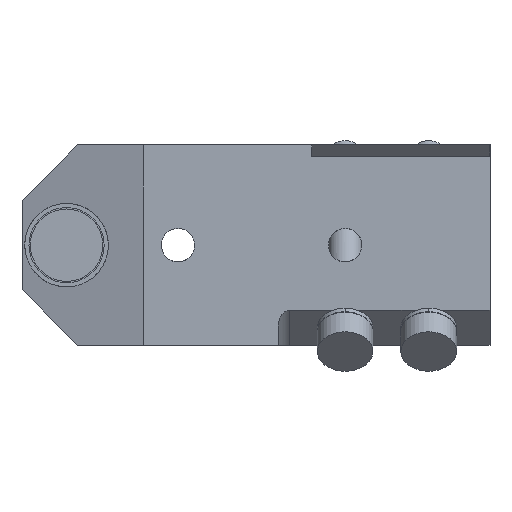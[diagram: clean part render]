
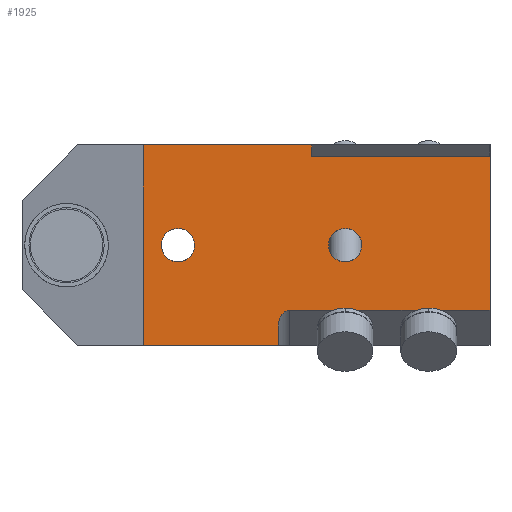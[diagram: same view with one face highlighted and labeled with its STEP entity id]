
A CAD part, front view. The second image highlights one B-rep face of the part: STEP entity #1925.
In plain terms, the highlighted planar face has unit normal (0, -1, 0).
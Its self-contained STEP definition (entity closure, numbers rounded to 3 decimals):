
#635=CARTESIAN_POINT('Vertex',(56.,-18.,15.879)) ;
#638=CARTESIAN_POINT('Line Origine',(56.,-18.,0.)) ;
#642=CARTESIAN_POINT('Vertex',(56.,-18.,-11.698)) ;
#673=CARTESIAN_POINT('Line Origine',(40.,-18.,15.879)) ;
#677=CARTESIAN_POINT('Vertex',(24.,-18.,15.879)) ;
#708=CARTESIAN_POINT('Vertex',(24.,-18.,18.)) ;
#711=CARTESIAN_POINT('Line Origine',(24.,-18.,16.939)) ;
#1195=CARTESIAN_POINT('Vertex',(-6.233,-18.,18.)) ;
#1198=CARTESIAN_POINT('Line Origine',(8.883,-18.,18.)) ;
#1523=CARTESIAN_POINT('Vertex',(-6.233,-18.,-18.)) ;
#1643=CARTESIAN_POINT('Vertex',(18.,-18.,-18.)) ;
#1646=CARTESIAN_POINT('Line Origine',(5.883,-18.,-18.)) ;
#1805=CARTESIAN_POINT('Axis2P3D Location',(-6.233,-18.,0.)) ;
#1810=CARTESIAN_POINT('Line Origine',(-6.233,-18.,0.)) ;
#1815=CARTESIAN_POINT('Line Origine',(18.,-18.,-16.263)) ;
#1819=CARTESIAN_POINT('Vertex',(18.,-18.,-14.527)) ;
#1823=CARTESIAN_POINT('Control Point',(18.,-18.,-14.527)) ;
#1824=CARTESIAN_POINT('Control Point',(18.,-18.,-14.262)) ;
#1825=CARTESIAN_POINT('Control Point',(18.022,-18.,-13.998)) ;
#1826=CARTESIAN_POINT('Control Point',(18.066,-18.,-13.736)) ;
#1827=CARTESIAN_POINT('Control Point',(18.193,-18.,-13.243)) ;
#1828=CARTESIAN_POINT('Control Point',(18.409,-18.,-12.782)) ;
#1829=CARTESIAN_POINT('Control Point',(18.534,-18.,-12.572)) ;
#1830=CARTESIAN_POINT('Control Point',(18.77,-18.,-12.264)) ;
#1831=CARTESIAN_POINT('Control Point',(19.066,-18.,-12.016)) ;
#1832=CARTESIAN_POINT('Control Point',(19.183,-18.,-11.935)) ;
#1833=CARTESIAN_POINT('Control Point',(19.41,-18.,-11.81)) ;
#1834=CARTESIAN_POINT('Control Point',(19.657,-18.,-11.734)) ;
#1835=CARTESIAN_POINT('Control Point',(19.77,-18.,-11.71)) ;
#1836=CARTESIAN_POINT('Control Point',(19.885,-18.,-11.698)) ;
#1837=CARTESIAN_POINT('Control Point',(20.,-18.,-11.698)) ;
#1838=CARTESIAN_POINT('Vertex',(20.,-18.,-11.698)) ;
#1841=CARTESIAN_POINT('Line Origine',(23.866,-18.,-11.698)) ;
#1845=CARTESIAN_POINT('Vertex',(27.732,-18.,-11.698)) ;
#1848=CARTESIAN_POINT('Line Origine',(30.,-18.,-11.698)) ;
#1852=CARTESIAN_POINT('Vertex',(32.268,-18.,-11.698)) ;
#1855=CARTESIAN_POINT('Line Origine',(37.5,-18.,-11.698)) ;
#1859=CARTESIAN_POINT('Vertex',(42.732,-18.,-11.698)) ;
#1862=CARTESIAN_POINT('Line Origine',(45.,-18.,-11.698)) ;
#1866=CARTESIAN_POINT('Vertex',(47.268,-18.,-11.698)) ;
#1869=CARTESIAN_POINT('Line Origine',(51.634,-18.,-11.698)) ;
#1889=CARTESIAN_POINT('Axis2P3D Location',(30.,-18.,0.)) ;
#1893=CARTESIAN_POINT('Vertex',(27.367,-18.,1.438)) ;
#1895=CARTESIAN_POINT('Vertex',(32.633,-18.,-1.438)) ;
#1898=CARTESIAN_POINT('Axis2P3D Location',(30.,-18.,0.)) ;
#1907=CARTESIAN_POINT('Axis2P3D Location',(0.,-18.,0.)) ;
#1911=CARTESIAN_POINT('Vertex',(2.633,-18.,-1.438)) ;
#1913=CARTESIAN_POINT('Vertex',(-2.633,-18.,1.438)) ;
#1916=CARTESIAN_POINT('Axis2P3D Location',(0.,-18.,0.)) ;
#639=DIRECTION('Vector Direction',(0.,0.,1.)) ;
#674=DIRECTION('Vector Direction',(-1.,0.,0.)) ;
#712=DIRECTION('Vector Direction',(0.,0.,-1.)) ;
#1199=DIRECTION('Vector Direction',(1.,0.,0.)) ;
#1647=DIRECTION('Vector Direction',(1.,0.,0.)) ;
#1806=DIRECTION('Axis2P3D Direction',(0.,-1.,0.)) ;
#1807=DIRECTION('Axis2P3D XDirection',(1.,0.,0.)) ;
#1811=DIRECTION('Vector Direction',(0.,0.,1.)) ;
#1816=DIRECTION('Vector Direction',(0.,0.,1.)) ;
#1842=DIRECTION('Vector Direction',(1.,0.,0.)) ;
#1849=DIRECTION('Vector Direction',(1.,0.,0.)) ;
#1856=DIRECTION('Vector Direction',(1.,0.,0.)) ;
#1863=DIRECTION('Vector Direction',(1.,0.,0.)) ;
#1870=DIRECTION('Vector Direction',(1.,0.,0.)) ;
#1890=DIRECTION('Axis2P3D Direction',(0.,-1.,0.)) ;
#1899=DIRECTION('Axis2P3D Direction',(0.,-1.,0.)) ;
#1908=DIRECTION('Axis2P3D Direction',(0.,-1.,0.)) ;
#1917=DIRECTION('Axis2P3D Direction',(0.,-1.,0.)) ;
#1808=AXIS2_PLACEMENT_3D('Plane Axis2P3D',#1805,#1806,#1807) ;
#1891=AXIS2_PLACEMENT_3D('Circle Axis2P3D',#1889,#1890,$) ;
#1900=AXIS2_PLACEMENT_3D('Circle Axis2P3D',#1898,#1899,$) ;
#1909=AXIS2_PLACEMENT_3D('Circle Axis2P3D',#1907,#1908,$) ;
#1918=AXIS2_PLACEMENT_3D('Circle Axis2P3D',#1916,#1917,$) ;
#1875=ORIENTED_EDGE('',*,*,#1202,.F.) ;
#1876=ORIENTED_EDGE('',*,*,#1814,.F.) ;
#1877=ORIENTED_EDGE('',*,*,#1650,.T.) ;
#1878=ORIENTED_EDGE('',*,*,#1821,.T.) ;
#1879=ORIENTED_EDGE('',*,*,#1840,.T.) ;
#1880=ORIENTED_EDGE('',*,*,#1847,.T.) ;
#1881=ORIENTED_EDGE('',*,*,#1854,.T.) ;
#1882=ORIENTED_EDGE('',*,*,#1861,.T.) ;
#1883=ORIENTED_EDGE('',*,*,#1868,.T.) ;
#1884=ORIENTED_EDGE('',*,*,#1873,.T.) ;
#1885=ORIENTED_EDGE('',*,*,#644,.T.) ;
#1886=ORIENTED_EDGE('',*,*,#679,.T.) ;
#1887=ORIENTED_EDGE('',*,*,#715,.F.) ;
#1904=ORIENTED_EDGE('',*,*,#1897,.F.) ;
#1905=ORIENTED_EDGE('',*,*,#1902,.F.) ;
#1922=ORIENTED_EDGE('',*,*,#1915,.F.) ;
#1923=ORIENTED_EDGE('',*,*,#1920,.F.) ;
#1906=FACE_BOUND('',#1903,.T.) ;
#1924=FACE_BOUND('',#1921,.T.) ;
#640=VECTOR('Line Direction',#639,1.) ;
#675=VECTOR('Line Direction',#674,1.) ;
#713=VECTOR('Line Direction',#712,1.) ;
#1200=VECTOR('Line Direction',#1199,1.) ;
#1648=VECTOR('Line Direction',#1647,1.) ;
#1812=VECTOR('Line Direction',#1811,1.) ;
#1817=VECTOR('Line Direction',#1816,1.) ;
#1843=VECTOR('Line Direction',#1842,1.) ;
#1850=VECTOR('Line Direction',#1849,1.) ;
#1857=VECTOR('Line Direction',#1856,1.) ;
#1864=VECTOR('Line Direction',#1863,1.) ;
#1871=VECTOR('Line Direction',#1870,1.) ;
#1925=ADVANCED_FACE('PartBody',(#1888,#1906,#1924),#1809,.T.) ;
#1822=B_SPLINE_CURVE_WITH_KNOTS('',5,(#1823,#1824,#1825,#1826,#1827,#1828,#1829,#1830,#1831,#1832,#1833,#1834,#1835,#1836,#1837),.UNSPECIFIED.,.F.,.U.,(6,3,3,3,6),(0.,1.87,3.583,4.588,5.402),.UNSPECIFIED.) ;
#1892=CIRCLE('generated circle',#1891,3.) ;
#1901=CIRCLE('generated circle',#1900,3.) ;
#1910=CIRCLE('generated circle',#1909,3.) ;
#1919=CIRCLE('generated circle',#1918,3.) ;
#644=EDGE_CURVE('',#643,#636,#641,.T.) ;
#679=EDGE_CURVE('',#636,#678,#676,.T.) ;
#715=EDGE_CURVE('',#709,#678,#714,.T.) ;
#1202=EDGE_CURVE('',#1196,#709,#1201,.T.) ;
#1650=EDGE_CURVE('',#1524,#1644,#1649,.T.) ;
#1814=EDGE_CURVE('',#1524,#1196,#1813,.T.) ;
#1821=EDGE_CURVE('',#1644,#1820,#1818,.T.) ;
#1840=EDGE_CURVE('',#1820,#1839,#1822,.T.) ;
#1847=EDGE_CURVE('',#1839,#1846,#1844,.T.) ;
#1854=EDGE_CURVE('',#1846,#1853,#1851,.T.) ;
#1861=EDGE_CURVE('',#1853,#1860,#1858,.T.) ;
#1868=EDGE_CURVE('',#1860,#1867,#1865,.T.) ;
#1873=EDGE_CURVE('',#1867,#643,#1872,.T.) ;
#1897=EDGE_CURVE('',#1894,#1896,#1892,.T.) ;
#1902=EDGE_CURVE('',#1896,#1894,#1901,.T.) ;
#1915=EDGE_CURVE('',#1912,#1914,#1910,.T.) ;
#1920=EDGE_CURVE('',#1914,#1912,#1919,.T.) ;
#1874=EDGE_LOOP('',(#1875,#1876,#1877,#1878,#1879,#1880,#1881,#1882,#1883,#1884,#1885,#1886,#1887)) ;
#1903=EDGE_LOOP('',(#1904,#1905)) ;
#1921=EDGE_LOOP('',(#1922,#1923)) ;
#1888=FACE_OUTER_BOUND('',#1874,.T.) ;
#641=LINE('Line',#638,#640) ;
#676=LINE('Line',#673,#675) ;
#714=LINE('Line',#711,#713) ;
#1201=LINE('Line',#1198,#1200) ;
#1649=LINE('Line',#1646,#1648) ;
#1813=LINE('Line',#1810,#1812) ;
#1818=LINE('Line',#1815,#1817) ;
#1844=LINE('Line',#1841,#1843) ;
#1851=LINE('Line',#1848,#1850) ;
#1858=LINE('Line',#1855,#1857) ;
#1865=LINE('Line',#1862,#1864) ;
#1872=LINE('Line',#1869,#1871) ;
#1809=PLANE('',#1808) ;
#636=VERTEX_POINT('',#635) ;
#643=VERTEX_POINT('',#642) ;
#678=VERTEX_POINT('',#677) ;
#709=VERTEX_POINT('',#708) ;
#1196=VERTEX_POINT('',#1195) ;
#1524=VERTEX_POINT('',#1523) ;
#1644=VERTEX_POINT('',#1643) ;
#1820=VERTEX_POINT('',#1819) ;
#1839=VERTEX_POINT('',#1838) ;
#1846=VERTEX_POINT('',#1845) ;
#1853=VERTEX_POINT('',#1852) ;
#1860=VERTEX_POINT('',#1859) ;
#1867=VERTEX_POINT('',#1866) ;
#1894=VERTEX_POINT('',#1893) ;
#1896=VERTEX_POINT('',#1895) ;
#1912=VERTEX_POINT('',#1911) ;
#1914=VERTEX_POINT('',#1913) ;
